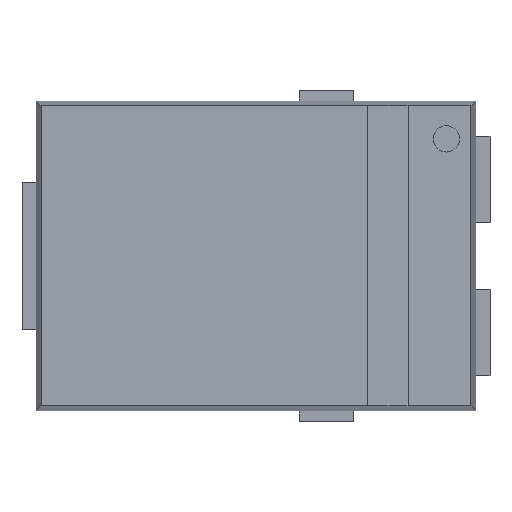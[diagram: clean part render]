
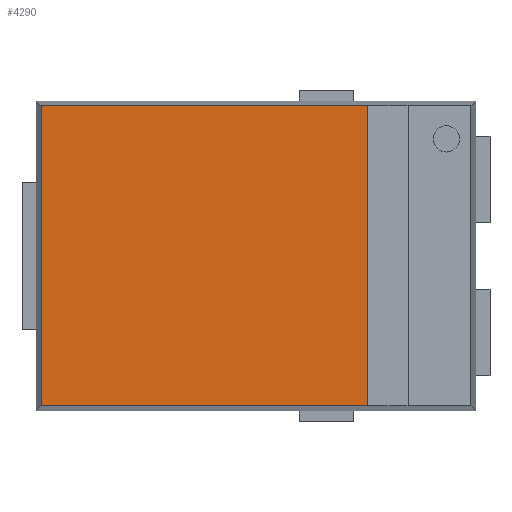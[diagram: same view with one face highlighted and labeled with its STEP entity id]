
A CAD part, top view. The second image highlights one B-rep face of the part: STEP entity #4290.
In plain terms, the highlighted planar face has unit normal (0, 0, 1).
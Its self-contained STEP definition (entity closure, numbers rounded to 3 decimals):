
#252 = DIRECTION ( 'NONE',  ( -1., 0., 0. ) ) ;
#420 = CARTESIAN_POINT ( 'NONE',  ( 1.552, 0.849, 0.75 ) ) ;
#466 = VERTEX_POINT ( 'NONE', #5129 ) ;
#484 = VECTOR ( 'NONE', #252, 1000. ) ;
#555 = CARTESIAN_POINT ( 'NONE',  ( 1.552, 0.077, 0.75 ) ) ;
#760 = CARTESIAN_POINT ( 'NONE',  ( -2.984, 2.15, 0.75 ) ) ;
#926 = CARTESIAN_POINT ( 'NONE',  ( 1.552, -1.467, 0.75 ) ) ;
#1259 = CARTESIAN_POINT ( 'NONE',  ( -2.984, 2.084, 0.75 ) ) ;
#1403 = CARTESIAN_POINT ( 'NONE',  ( 1.552, -1.004, 0.75 ) ) ;
#1426 = CARTESIAN_POINT ( 'NONE',  ( 1.552, -1.621, 0.75 ) ) ;
#1720 = DIRECTION ( 'NONE',  ( 0., -1., 0. ) ) ;
#1735 = LINE ( 'NONE', #5421, #484 ) ;
#1816 = CARTESIAN_POINT ( 'NONE',  ( 1.552, -0.386, 0.75 ) ) ;
#1844 = CARTESIAN_POINT ( 'NONE',  ( 1.552, -0.695, 0.75 ) ) ;
#1863 = VERTEX_POINT ( 'NONE', #5258 ) ;
#1873 = CARTESIAN_POINT ( 'NONE',  ( 1.552, 1.93, 0.75 ) ) ;
#1910 = CARTESIAN_POINT ( 'NONE',  ( 1.552, 1.776, 0.75 ) ) ;
#1943 = CARTESIAN_POINT ( 'NONE',  ( 1.552, 1.312, 0.75 ) ) ;
#2064 = VERTEX_POINT ( 'NONE', #1259 ) ;
#2259 = DIRECTION ( 'NONE',  ( 1., 0., 0. ) ) ;
#2426 = CARTESIAN_POINT ( 'NONE',  ( 1.552, -0.232, 0.75 ) ) ;
#2443 = EDGE_CURVE ( 'NONE', #466, #2064, #1735, .T. ) ;
#2666 = AXIS2_PLACEMENT_3D ( 'NONE', #3211, #5043, #2259 ) ;
#2750 = CARTESIAN_POINT ( 'NONE',  ( 1.552, 1.467, 0.75 ) ) ;
#2841 = CARTESIAN_POINT ( 'NONE',  ( 1.552, 1.621, 0.75 ) ) ;
#2863 = ORIENTED_EDGE ( 'NONE', *, *, #4517, .T. ) ;
#2883 = CARTESIAN_POINT ( 'NONE',  ( 1.552, 1.004, 0.75 ) ) ;
#2982 = CARTESIAN_POINT ( 'NONE',  ( 1.552, -2.033, 0.75 ) ) ;
#2994 = EDGE_CURVE ( 'NONE', #2064, #1863, #5495, .T. ) ;
#3028 = VERTEX_POINT ( 'NONE', #5429 ) ;
#3090 = CARTESIAN_POINT ( 'NONE',  ( -3.05, -2.084, 0.75 ) ) ;
#3132 = ORIENTED_EDGE ( 'NONE', *, *, #2443, .T. ) ;
#3192 = ORIENTED_EDGE ( 'NONE', *, *, #2994, .T. ) ;
#3211 = CARTESIAN_POINT ( 'NONE',  ( 0., 0., 0.75 ) ) ;
#3246 = CARTESIAN_POINT ( 'NONE',  ( 1.552, -1.158, 0.75 ) ) ;
#3276 = CARTESIAN_POINT ( 'NONE',  ( 1.552, 0.695, 0.75 ) ) ;
#3460 = VECTOR ( 'NONE', #5425, 1000. ) ;
#3545 = PLANE ( 'NONE',  #2666 ) ;
#3673 = CARTESIAN_POINT ( 'NONE',  ( 1.552, -0.54, 0.75 ) ) ;
#3703 = CARTESIAN_POINT ( 'NONE',  ( 1.552, -0.849, 0.75 ) ) ;
#4169 = CARTESIAN_POINT ( 'NONE',  ( 1.552, 0.386, 0.75 ) ) ;
#4290 = ADVANCED_FACE ( 'NONE', ( #4468 ), #3545, .T. ) ;
#4327 = CARTESIAN_POINT ( 'NONE',  ( 1.552, -2.084, 0.75 ) ) ;
#4468 = FACE_OUTER_BOUND ( 'NONE', #4573, .T. ) ;
#4517 = EDGE_CURVE ( 'NONE', #1863, #3028, #5810, .T. ) ;
#4573 = EDGE_LOOP ( 'NONE', ( #4686, #3132, #3192, #2863 ) ) ;
#4681 = B_SPLINE_CURVE_WITH_KNOTS ( 'NONE', 3,
 ( #5538, #5140, #1873, #1910, #2841, #2750, #1943, #5176, #2883, #420, #3276, #5996, #4169, #4709, #555, #6016, #2426, #1816, #3673, #1844, #3703, #1403, #3246, #5083, #926, #1426, #5665, #5274, #2982, #4327 ),
 .UNSPECIFIED., .F., .F.,
 ( 4, 1, 1, 1, 1, 1, 1, 1, 1, 1, 1, 1, 1, 1, 1, 1, 1, 1, 1, 1, 1, 1, 1, 1, 1, 1, 1, 4 ),
 ( 0., 0.037, 0.074, 0.111, 0.148, 0.185, 0.222, 0.259, 0.296, 0.333, 0.37, 0.407, 0.444, 0.481, 0.519, 0.556, 0.593, 0.63, 0.667, 0.704, 0.741, 0.778, 0.815, 0.852, 0.889, 0.926, 0.963, 1. ),
 .UNSPECIFIED. ) ;
#4686 = ORIENTED_EDGE ( 'NONE', *, *, #5543, .F. ) ;
#4709 = CARTESIAN_POINT ( 'NONE',  ( 1.552, 0.232, 0.75 ) ) ;
#4750 = VECTOR ( 'NONE', #1720, 1000. ) ;
#5043 = DIRECTION ( 'NONE',  ( 0., 0., 1. ) ) ;
#5083 = CARTESIAN_POINT ( 'NONE',  ( 1.552, -1.312, 0.75 ) ) ;
#5129 = CARTESIAN_POINT ( 'NONE',  ( 1.552, 2.084, 0.75 ) ) ;
#5140 = CARTESIAN_POINT ( 'NONE',  ( 1.552, 2.033, 0.75 ) ) ;
#5176 = CARTESIAN_POINT ( 'NONE',  ( 1.552, 1.158, 0.75 ) ) ;
#5258 = CARTESIAN_POINT ( 'NONE',  ( -2.984, -2.084, 0.75 ) ) ;
#5274 = CARTESIAN_POINT ( 'NONE',  ( 1.552, -1.93, 0.75 ) ) ;
#5421 = CARTESIAN_POINT ( 'NONE',  ( -3.05, 2.084, 0.75 ) ) ;
#5425 = DIRECTION ( 'NONE',  ( 1., 0., 0. ) ) ;
#5429 = CARTESIAN_POINT ( 'NONE',  ( 1.552, -2.084, 0.75 ) ) ;
#5495 = LINE ( 'NONE', #760, #4750 ) ;
#5538 = CARTESIAN_POINT ( 'NONE',  ( 1.552, 2.084, 0.75 ) ) ;
#5543 = EDGE_CURVE ( 'NONE', #466, #3028, #4681, .T. ) ;
#5665 = CARTESIAN_POINT ( 'NONE',  ( 1.552, -1.776, 0.75 ) ) ;
#5810 = LINE ( 'NONE', #3090, #3460 ) ;
#5996 = CARTESIAN_POINT ( 'NONE',  ( 1.552, 0.54, 0.75 ) ) ;
#6016 = CARTESIAN_POINT ( 'NONE',  ( 1.552, -0.077, 0.75 ) ) ;
